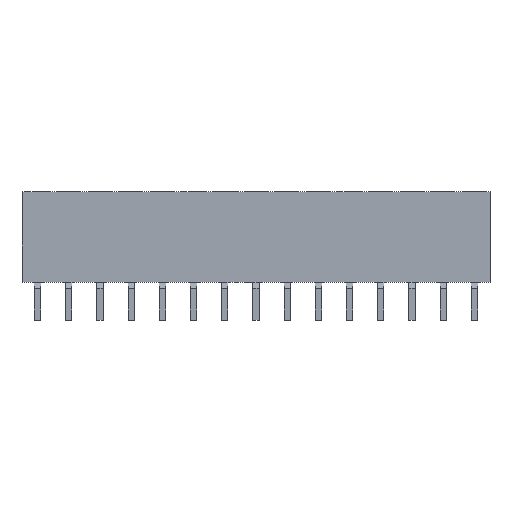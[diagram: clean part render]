
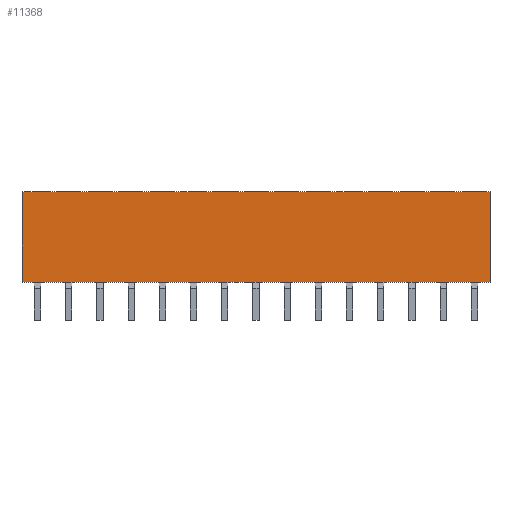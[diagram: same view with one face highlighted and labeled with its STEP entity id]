
A CAD part, top view. The second image highlights one B-rep face of the part: STEP entity #11368.
In plain terms, the highlighted planar face has unit normal (0, 0, 1).
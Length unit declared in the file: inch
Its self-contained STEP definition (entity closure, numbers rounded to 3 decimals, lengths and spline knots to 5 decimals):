
#109=ORIENTED_EDGE('',*,*,#3478,.T.);
#110=ORIENTED_EDGE('',*,*,#3479,.F.);
#111=ORIENTED_EDGE('',*,*,#3411,.F.);
#112=ORIENTED_EDGE('',*,*,#3477,.T.);
#3411=EDGE_CURVE('',#5097,#5098,#6201,.T.);
#3477=EDGE_CURVE('',#5097,#5161,#6267,.T.);
#3478=EDGE_CURVE('',#5161,#5162,#6268,.T.);
#3479=EDGE_CURVE('',#5098,#5162,#6269,.T.);
#5097=VERTEX_POINT('',#15338);
#5098=VERTEX_POINT('',#15340);
#5161=VERTEX_POINT('',#15470);
#5162=VERTEX_POINT('',#15474);
#6201=LINE('',#15339,#7887);
#6267=LINE('',#15471,#7953);
#6268=LINE('',#15473,#7954);
#6269=LINE('',#15475,#7955);
#7887=VECTOR('',#12528,39.37008);
#7953=VECTOR('',#12598,39.37008);
#7954=VECTOR('',#12601,39.37008);
#7955=VECTOR('',#12602,39.37008);
#9589=EDGE_LOOP('',(#109,#110,#111,#112));
#10207=FACE_BOUND('',#9589,.T.);
#10810=PLANE('',#11964);
#11368=ADVANCED_FACE('',(#10207),#10810,.F.);
#11964=AXIS2_PLACEMENT_3D('',#15472,#12599,#12600);
#12528=DIRECTION('',(1.,0.,0.));
#12598=DIRECTION('',(0.,-1.,0.));
#12599=DIRECTION('',(0.,0.,-1.));
#12600=DIRECTION('',(-1.,0.,0.));
#12601=DIRECTION('',(1.,0.,0.));
#12602=DIRECTION('',(0.,-1.,0.));
#15338=CARTESIAN_POINT('',(-0.75,0.29,0.05));
#15339=CARTESIAN_POINT('',(-0.75,0.29,0.05));
#15340=CARTESIAN_POINT('',(0.75,0.29,0.05));
#15470=CARTESIAN_POINT('',(-0.75,0.,0.05));
#15471=CARTESIAN_POINT('',(-0.75,0.29,0.05));
#15472=CARTESIAN_POINT('',(-0.75,0.29,0.05));
#15473=CARTESIAN_POINT('',(-0.75,0.,0.05));
#15474=CARTESIAN_POINT('',(0.75,0.,0.05));
#15475=CARTESIAN_POINT('',(0.75,0.29,0.05));
